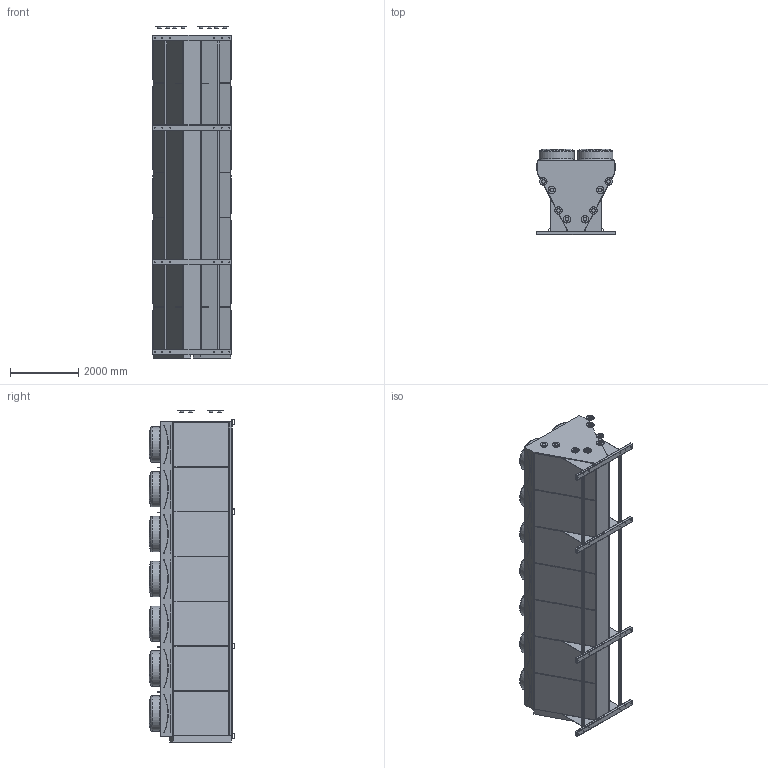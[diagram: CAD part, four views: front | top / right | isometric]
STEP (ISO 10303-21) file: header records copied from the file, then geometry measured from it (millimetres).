
FILE_DESCRIPTION (( 'STEP AP203' ), '1' );
FILE_NAME ('VDDY7M_2R48N_4I4O.STEP', '2018-10-08T14:37:03', ( 'Alfa Laval' ), ( 'Alfa Laval' ), 'SwSTEP 2.0', 'SolidWorks 2016', '' );
FILE_SCHEMA (( 'CONFIG_CONTROL_DESIGN' ));
Length unit declared in the file: millimetre
Products named in the file (3): V-TYPE2_LIGHT_BODY_7MOD-SS; V-TYPE2_LIGHT_VDDY_FLANGE_SS_2R_2P_4in-4out; VDDY7M_2R48N_4I4O
Assembly tree (2 placements, depth 2):
  VDDY7M_2R48N_4I4O
    V-TYPE2_LIGHT_BODY_7MOD-SS
    V-TYPE2_LIGHT_VDDY_FLANGE_SS_2R_2P_4in-4out
Bounding box: 2280.43 x 2494.62 x 9697.5 mm (x, y, z)
Volume: 33003955219.1 mm3; surface area: 115557423.6 mm2
Topology: 21 solids, 21 shells, 1594 faces, 3746 edges, 2356 vertices
Faces by surface type: cylinder 700, plane 542, torus 226, sphere 112, cone 14
Full cylindrical faces by diameter (mm): 1 x56, 20 x48, 40 x8, 100 x14, 108 x16, 220 x8, 1032 x14
Entity records: 44555 total; most frequent: DIRECTION 8558, CARTESIAN_POINT 7269, ORIENTED_EDGE 6740, AXIS2_PLACEMENT_3D 3589, EDGE_CURVE 3370, VERTEX_POINT 2300, EDGE_LOOP 2228, CIRCLE 1990
